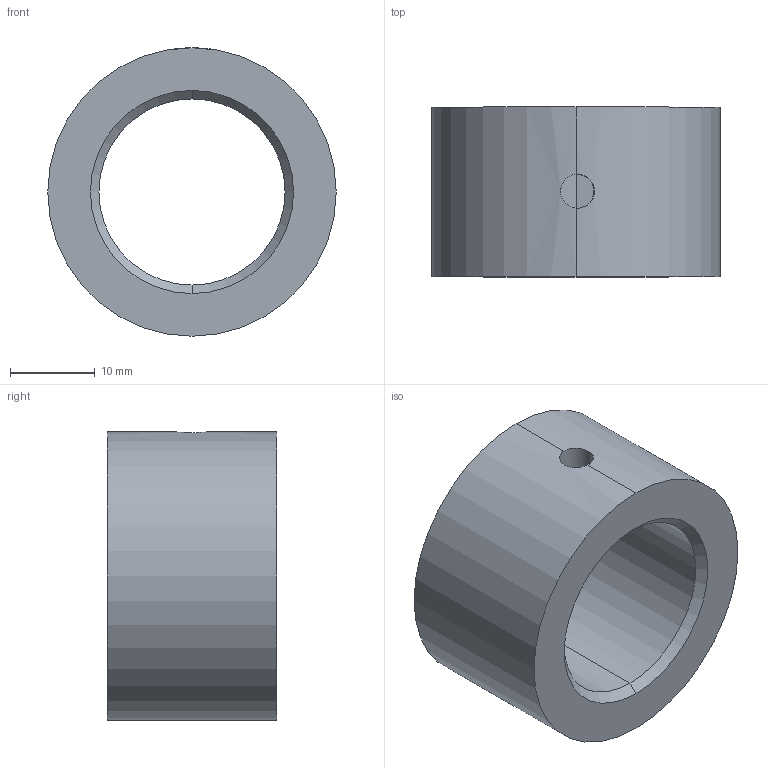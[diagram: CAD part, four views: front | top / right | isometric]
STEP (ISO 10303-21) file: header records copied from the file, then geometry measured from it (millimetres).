
FILE_DESCRIPTION (( 'STEP AP203' ), '1' );
FILE_NAME ('21.95mm.STEP', '2024-08-13T18:15:40', ( '' ), ( '' ), 'SwSTEP 2.0', 'SolidWorks 2017', '' );
FILE_SCHEMA (( 'CONFIG_CONTROL_DESIGN' ));
Length unit declared in the file: millimetre
Products named in the file (1): 21.95mm
Bounding box: 34 x 20 x 34 mm (x, y, z)
Volume: 10443.3 mm3; surface area: 4547.2 mm2
Topology: 1 solids, 1 shells, 12 faces, 32 edges, 20 vertices
Faces by surface type: cylinder 6, cone 4, plane 2
Entity records: 557 total; most frequent: CARTESIAN_POINT 177, ORIENTED_EDGE 64, DIRECTION 62, EDGE_CURVE 32, AXIS2_PLACEMENT_3D 25, VERTEX_POINT 20, EDGE_LOOP 14, LINE 12
